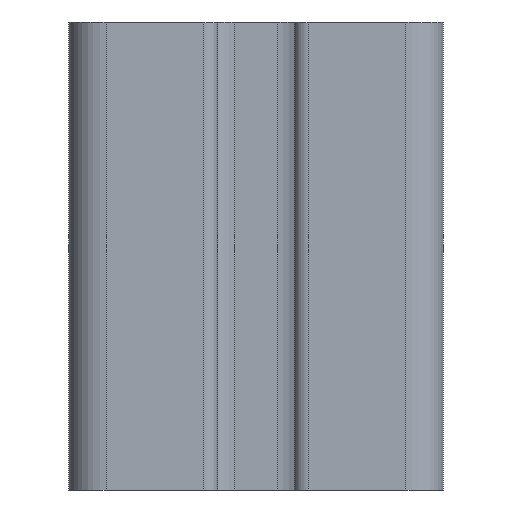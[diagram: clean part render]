
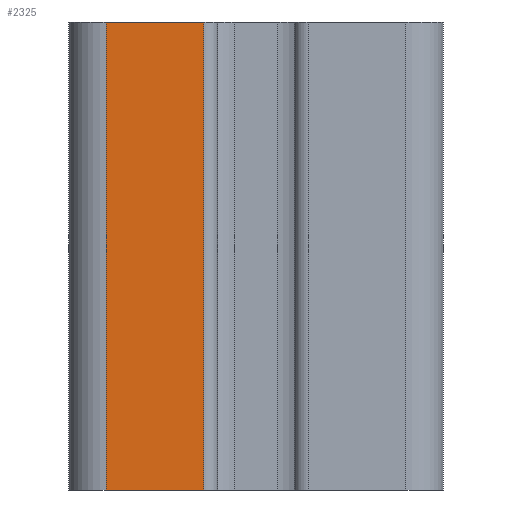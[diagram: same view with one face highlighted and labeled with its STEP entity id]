
A CAD part, left-side view. The second image highlights one B-rep face of the part: STEP entity #2325.
In plain terms, the highlighted planar face has unit normal (-1, 0, 0).
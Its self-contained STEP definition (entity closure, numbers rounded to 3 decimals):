
#433 = CARTESIAN_POINT ( 'NONE',  ( -100., 16., 25. ) ) ;
#449 = VECTOR ( 'NONE', #4526, 1000. ) ;
#790 = VECTOR ( 'NONE', #9142, 1000. ) ;
#914 = VECTOR ( 'NONE', #2795, 1000. ) ;
#1074 = CARTESIAN_POINT ( 'NONE',  ( -100., 16., 25. ) ) ;
#1523 = CARTESIAN_POINT ( 'NONE',  ( -100., 16., 25. ) ) ;
#1646 = VERTEX_POINT ( 'NONE', #8396 ) ;
#1771 = EDGE_LOOP ( 'NONE', ( #3551, #6441, #6851, #7699 ) ) ;
#1974 = CARTESIAN_POINT ( 'NONE',  ( -100., 16., -25. ) ) ;
#2325 = ADVANCED_FACE ( 'NONE', ( #2374 ), #5320, .F. ) ;
#2341 = EDGE_CURVE ( 'NONE', #4332, #4618, #3875, .T. ) ;
#2374 = FACE_OUTER_BOUND ( 'NONE', #1771, .T. ) ;
#2795 = DIRECTION ( 'NONE',  ( 0., -1., 0. ) ) ;
#2981 = LINE ( 'NONE', #3599, #5280 ) ;
#3296 = EDGE_CURVE ( 'NONE', #4618, #1646, #8388, .T. ) ;
#3304 = AXIS2_PLACEMENT_3D ( 'NONE', #7516, #6819, #7477 ) ;
#3551 = ORIENTED_EDGE ( 'NONE', *, *, #3296, .T. ) ;
#3599 = CARTESIAN_POINT ( 'NONE',  ( -100., 5.6, 25. ) ) ;
#3722 = VERTEX_POINT ( 'NONE', #8946 ) ;
#3875 = LINE ( 'NONE', #433, #449 ) ;
#4215 = CARTESIAN_POINT ( 'NONE',  ( -100., 16., -25. ) ) ;
#4332 = VERTEX_POINT ( 'NONE', #1074 ) ;
#4389 = LINE ( 'NONE', #1523, #914 ) ;
#4526 = DIRECTION ( 'NONE',  ( 0., 0., -1. ) ) ;
#4618 = VERTEX_POINT ( 'NONE', #4215 ) ;
#5280 = VECTOR ( 'NONE', #8554, 1000. ) ;
#5320 = PLANE ( 'NONE',  #3304 ) ;
#6441 = ORIENTED_EDGE ( 'NONE', *, *, #8259, .F. ) ;
#6819 = DIRECTION ( 'NONE',  ( 1., 0., 0. ) ) ;
#6851 = ORIENTED_EDGE ( 'NONE', *, *, #7121, .F. ) ;
#7121 = EDGE_CURVE ( 'NONE', #4332, #3722, #4389, .T. ) ;
#7477 = DIRECTION ( 'NONE',  ( 0., 0., -1. ) ) ;
#7516 = CARTESIAN_POINT ( 'NONE',  ( -100., 16., 25. ) ) ;
#7699 = ORIENTED_EDGE ( 'NONE', *, *, #2341, .T. ) ;
#8259 = EDGE_CURVE ( 'NONE', #3722, #1646, #2981, .T. ) ;
#8388 = LINE ( 'NONE', #1974, #790 ) ;
#8396 = CARTESIAN_POINT ( 'NONE',  ( -100., 5.6, -25. ) ) ;
#8554 = DIRECTION ( 'NONE',  ( 0., 0., -1. ) ) ;
#8946 = CARTESIAN_POINT ( 'NONE',  ( -100., 5.6, 25. ) ) ;
#9142 = DIRECTION ( 'NONE',  ( 0., -1., 0. ) ) ;
